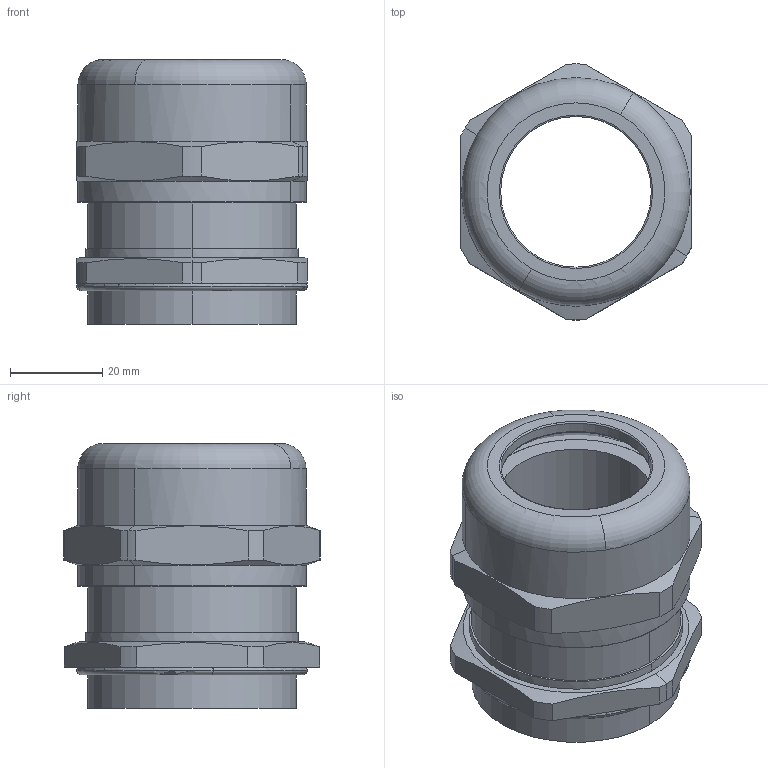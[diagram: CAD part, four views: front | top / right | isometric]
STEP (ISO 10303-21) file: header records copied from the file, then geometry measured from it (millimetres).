
FILE_DESCRIPTION(('CATIA V5R24 STEP','CAx-IF Rec.Pracs.--- Model Styling and Organization---1.2---2011-12-15'),'2;1');
FILE_NAME ('D1452859_0_1569130000_1569130000.stp','2018-03-28T08:04:05+00:00',('none'),('Weidmueller'),'CATIA Version 5-6 Release 2014 SP4 HF52','CATIA V5 STEP AP214','none');
FILE_SCHEMA(('AUTOMOTIVE_DESIGN { 1 0 10303 214 1 1 1 1 }'));
Length unit declared in the file: millimetre
Products named in the file (1): 65292_PG36
Bounding box: 50 x 55.58 x 57.52 mm (x, y, z)
Volume: 43717.5 mm3; surface area: 35942.1 mm2
Topology: 4 solids, 5 shells, 125 faces, 327 edges, 219 vertices
Faces by surface type: cylinder 60, plane 29, torus 20, cone 16
Entity records: 4144 total; most frequent: CARTESIAN_POINT 1120, ORIENTED_EDGE 654, DIRECTION 512, EDGE_CURVE 327, AXIS2_PLACEMENT_3D 302, VERTEX_POINT 219, CIRCLE 187, EDGE_LOOP 142
